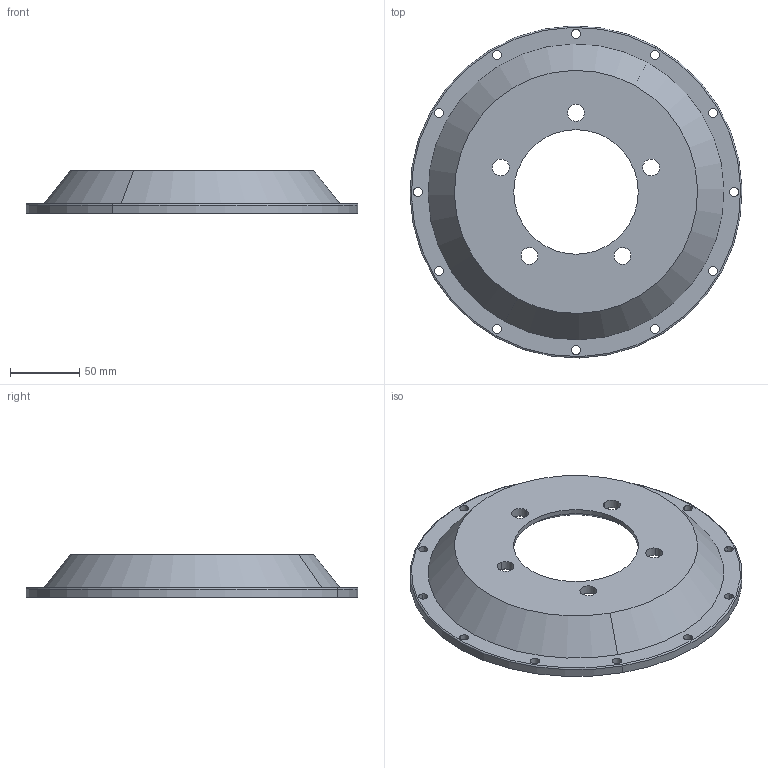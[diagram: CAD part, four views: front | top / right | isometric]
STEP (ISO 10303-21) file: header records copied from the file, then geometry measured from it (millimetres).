
FILE_DESCRIPTION(('CATIA V5 STEP Exchange'),'2;1');
FILE_NAME('BOL_ARR_BUSC4G63.stp','2016-06-30T08:34:25+00:00',('none'),('SNECMA'),'CATIA Version 5 Release 19 SP 9 (IN-10)','CATIA V5 STEP AP214','none');
FILE_SCHEMA(('AUTOMOTIVE_DESIGN { 1 0 10303 214 1 1 1 1 }'));
Length unit declared in the file: millimetre
Products named in the file (1): BOL_ARR_BUSC4G63
Bounding box: 239.93 x 239.93 x 31 mm (x, y, z)
Volume: 312165 mm3; surface area: 99122.3 mm2
Topology: 1 solids, 1 shells, 60 faces, 154 edges, 98 vertices
Faces by surface type: cylinder 38, cone 16, plane 4, torus 2
Entity records: 1854 total; most frequent: ORIENTED_EDGE 308, CARTESIAN_POINT 292, DIRECTION 232, EDGE_CURVE 154, AXIS2_PLACEMENT_3D 140, CIRCLE 100, EDGE_LOOP 98, VERTEX_POINT 98
